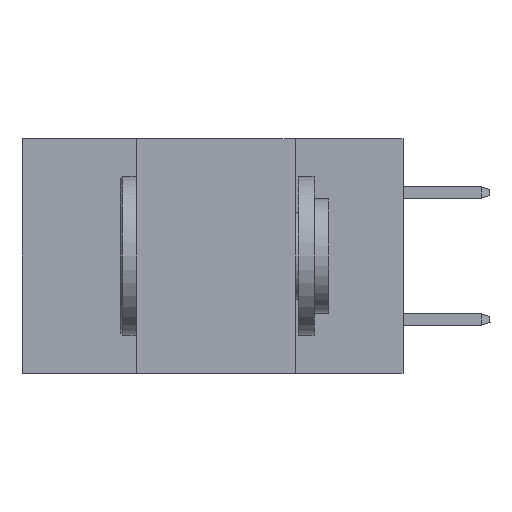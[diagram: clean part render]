
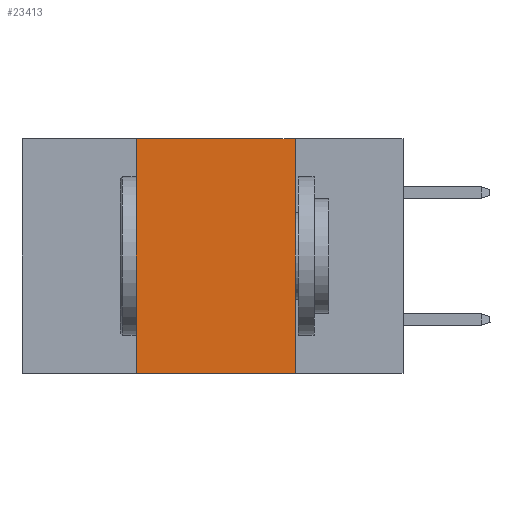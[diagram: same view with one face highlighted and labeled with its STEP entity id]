
A CAD part, left-side view. The second image highlights one B-rep face of the part: STEP entity #23413.
In plain terms, the highlighted planar face has unit normal (-1, 0, 0).
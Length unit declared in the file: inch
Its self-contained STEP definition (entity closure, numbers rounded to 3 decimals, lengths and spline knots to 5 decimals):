
#223 = VECTOR ( 'NONE', #3482, 39.37008 ) ;
#2421 = LINE ( 'NONE', #2728, #14915 ) ;
#2518 = EDGE_CURVE ( 'NONE', #23899, #9100, #31399, .T. ) ;
#2728 = CARTESIAN_POINT ( 'NONE',  ( 0., 0.6, -0.37 ) ) ;
#2808 = EDGE_CURVE ( 'NONE', #9100, #9550, #3096, .T. ) ;
#3096 = LINE ( 'NONE', #16504, #18988 ) ;
#3482 = DIRECTION ( 'NONE',  ( 0., 0., 1. ) ) ;
#4373 = ORIENTED_EDGE ( 'NONE', *, *, #2808, .F. ) ;
#5694 = DIRECTION ( 'NONE',  ( 0., 0., -1. ) ) ;
#6974 = AXIS2_PLACEMENT_3D ( 'NONE', #29062, #31245, #5694 ) ;
#7989 = ORIENTED_EDGE ( 'NONE', *, *, #2518, .F. ) ;
#8222 = PLANE ( 'NONE',  #6974 ) ;
#8497 = CARTESIAN_POINT ( 'NONE',  ( 0., 0.42, 0. ) ) ;
#9100 = VERTEX_POINT ( 'NONE', #19165 ) ;
#9550 = VERTEX_POINT ( 'NONE', #12225 ) ;
#10526 = FACE_OUTER_BOUND ( 'NONE', #28779, .T. ) ;
#12225 = CARTESIAN_POINT ( 'NONE',  ( 0., 0.17, 0. ) ) ;
#12431 = DIRECTION ( 'NONE',  ( 0., 0., -1. ) ) ;
#12963 = DIRECTION ( 'NONE',  ( 0., -1., 0. ) ) ;
#14915 = VECTOR ( 'NONE', #12963, 39.37008 ) ;
#15133 = LINE ( 'NONE', #27438, #24717 ) ;
#16504 = CARTESIAN_POINT ( 'NONE',  ( 0., 0.6, 0. ) ) ;
#18988 = VECTOR ( 'NONE', #31670, 39.37008 ) ;
#19165 = CARTESIAN_POINT ( 'NONE',  ( 0., 0.42, 0. ) ) ;
#19269 = VERTEX_POINT ( 'NONE', #24782 ) ;
#21512 = EDGE_CURVE ( 'NONE', #23899, #19269, #2421, .T. ) ;
#23413 = ADVANCED_FACE ( 'NONE', ( #10526 ), #8222, .F. ) ;
#23899 = VERTEX_POINT ( 'NONE', #29516 ) ;
#24717 = VECTOR ( 'NONE', #12431, 39.37008 ) ;
#24782 = CARTESIAN_POINT ( 'NONE',  ( 0., 0.17, -0.37 ) ) ;
#27438 = CARTESIAN_POINT ( 'NONE',  ( 0., 0.17, 0. ) ) ;
#28779 = EDGE_LOOP ( 'NONE', ( #32451, #4373, #7989, #31598 ) ) ;
#29062 = CARTESIAN_POINT ( 'NONE',  ( 0., 0.6, 0. ) ) ;
#29176 = EDGE_CURVE ( 'NONE', #9550, #19269, #15133, .T. ) ;
#29516 = CARTESIAN_POINT ( 'NONE',  ( 0., 0.42, -0.37 ) ) ;
#31245 = DIRECTION ( 'NONE',  ( 1., 0., 0. ) ) ;
#31399 = LINE ( 'NONE', #8497, #223 ) ;
#31598 = ORIENTED_EDGE ( 'NONE', *, *, #21512, .T. ) ;
#31670 = DIRECTION ( 'NONE',  ( 0., -1., 0. ) ) ;
#32451 = ORIENTED_EDGE ( 'NONE', *, *, #29176, .F. ) ;
